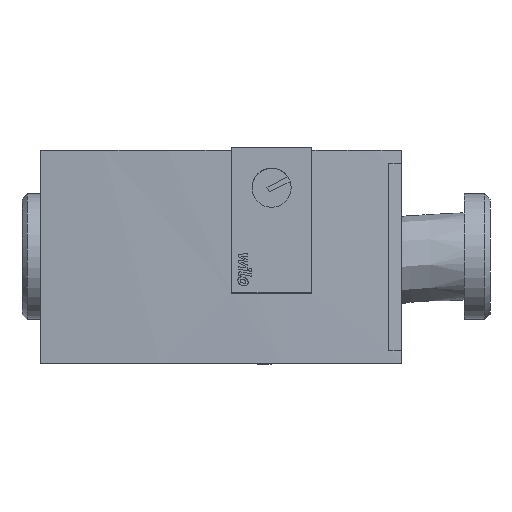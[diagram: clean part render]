
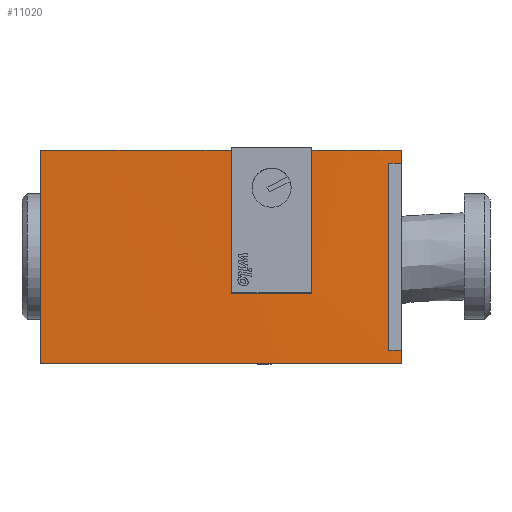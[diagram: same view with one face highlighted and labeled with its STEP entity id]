
A CAD part, front view. The second image highlights one B-rep face of the part: STEP entity #11020.
In plain terms, the highlighted cylindrical face has radius 967.3 mm (diameter 1934.6 mm), a partial arc.
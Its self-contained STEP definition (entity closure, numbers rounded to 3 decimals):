
#10758=CARTESIAN_POINT('',(7.0,-113.,-41.));
#10759=VERTEX_POINT('',#10758);
#10766=CARTESIAN_POINT('',(7.0,-113.,41.));
#10767=VERTEX_POINT('',#10766);
#10768=CARTESIAN_POINT('',(7.0,-113.,41.));
#10769=DIRECTION('',(0.0,0.0,-1.0));
#10770=VECTOR('',#10769,82.);
#10771=LINE('',#10768,#10770);
#10772=EDGE_CURVE('',#10767,#10759,#10771,.T.);
#10789=CARTESIAN_POINT('',(146.0,-113.0,-41.));
#10790=VERTEX_POINT('',#10789);
#10797=CARTESIAN_POINT('',(76.5,851.8,-41.));
#10798=DIRECTION('',(0.0,0.0,1.0));
#10799=DIRECTION('',(-0.072,-0.997,0.0));
#10800=AXIS2_PLACEMENT_3D('',#10797,#10798,#10799);
#10801=CIRCLE('',#10800,967.3);
#10802=EDGE_CURVE('',#10759,#10790,#10801,.T.);
#10814=CARTESIAN_POINT('',(146.0,-113.0,-36.));
#10815=VERTEX_POINT('',#10814);
#10822=CARTESIAN_POINT('',(146.0,-113.0,-36.));
#10823=DIRECTION('',(0.0,0.0,-1.0));
#10824=VECTOR('',#10823,5.0);
#10825=LINE('',#10822,#10824);
#10826=EDGE_CURVE('',#10815,#10790,#10825,.T.);
#10837=CARTESIAN_POINT('',(141.012,-113.346,36.));
#10838=VERTEX_POINT('',#10837);
#10839=CARTESIAN_POINT('',(146.0,-113.0,36.));
#10840=VERTEX_POINT('',#10839);
#10841=CARTESIAN_POINT('',(76.5,851.8,36.));
#10842=DIRECTION('',(0.0,0.0,1.0));
#10843=DIRECTION('',(-0.072,-0.997,0.0));
#10844=AXIS2_PLACEMENT_3D('',#10841,#10842,#10843);
#10845=CIRCLE('',#10844,967.3);
#10846=EDGE_CURVE('',#10838,#10840,#10845,.T.);
#10869=CARTESIAN_POINT('',(141.012,-113.346,-36.));
#10870=VERTEX_POINT('',#10869);
#10871=CARTESIAN_POINT('',(76.5,851.8,-36.));
#10872=DIRECTION('',(0.0,0.0,-1.0));
#10873=DIRECTION('',(-0.072,-0.997,0.0));
#10874=AXIS2_PLACEMENT_3D('',#10871,#10872,#10873);
#10875=CIRCLE('',#10874,967.3);
#10876=EDGE_CURVE('',#10815,#10870,#10875,.T.);
#10894=CARTESIAN_POINT('',(141.012,-113.346,-36.));
#10895=DIRECTION('',(0.0,0.0,1.0));
#10896=VECTOR('',#10895,72.);
#10897=LINE('',#10894,#10896);
#10898=EDGE_CURVE('',#10870,#10838,#10897,.T.);
#10912=CARTESIAN_POINT('',(146.0,-113.0,41.));
#10913=VERTEX_POINT('',#10912);
#10920=CARTESIAN_POINT('',(146.0,-113.0,41.));
#10921=DIRECTION('',(0.0,0.0,-1.0));
#10922=VECTOR('',#10921,5.0);
#10923=LINE('',#10920,#10922);
#10924=EDGE_CURVE('',#10913,#10840,#10923,.T.);
#10937=CARTESIAN_POINT('',(80.5,-115.492,41.));
#10938=VERTEX_POINT('',#10937);
#10939=CARTESIAN_POINT('',(76.5,851.8,41.));
#10940=DIRECTION('',(0.0,0.0,-1.0));
#10941=DIRECTION('',(-0.072,-0.997,0.0));
#10942=AXIS2_PLACEMENT_3D('',#10939,#10940,#10941);
#10943=CIRCLE('',#10942,967.3);
#10944=EDGE_CURVE('',#10938,#10767,#10943,.T.);
#10962=CARTESIAN_POINT('',(111.5,-114.867,41.));
#10963=VERTEX_POINT('',#10962);
#10970=CARTESIAN_POINT('',(76.5,851.8,41.));
#10971=DIRECTION('',(0.0,0.0,-1.0));
#10972=DIRECTION('',(-0.072,-0.997,0.0));
#10973=AXIS2_PLACEMENT_3D('',#10970,#10971,#10972);
#10974=CIRCLE('',#10973,967.3);
#10975=EDGE_CURVE('',#10913,#10963,#10974,.T.);
#10981=CARTESIAN_POINT('',(76.5,851.8,0.0));
#10982=DIRECTION('',(0.0,0.0,1.0));
#10983=DIRECTION('',(-0.072,-0.997,0.0));
#10984=AXIS2_PLACEMENT_3D('',#10981,#10982,#10983);
#10985=CYLINDRICAL_SURFACE('',#10984,967.3);
#10986=ORIENTED_EDGE('',*,*,#10846,.T.);
#10987=ORIENTED_EDGE('',*,*,#10924,.F.);
#10988=ORIENTED_EDGE('',*,*,#10975,.T.);
#10989=CARTESIAN_POINT('',(111.5,-114.867,-14.));
#10990=VERTEX_POINT('',#10989);
#10991=CARTESIAN_POINT('',(111.5,-114.867,41.));
#10992=DIRECTION('',(0.0,0.0,-1.0));
#10993=VECTOR('',#10992,55.);
#10994=LINE('',#10991,#10993);
#10995=EDGE_CURVE('',#10963,#10990,#10994,.T.);
#10996=ORIENTED_EDGE('',*,*,#10995,.T.);
#10997=CARTESIAN_POINT('',(80.5,-115.492,-14.));
#10998=VERTEX_POINT('',#10997);
#10999=CARTESIAN_POINT('',(76.5,851.8,-14.));
#11000=DIRECTION('',(0.0,0.0,-1.0));
#11001=DIRECTION('',(-0.072,-0.997,0.0));
#11002=AXIS2_PLACEMENT_3D('',#10999,#11000,#11001);
#11003=CIRCLE('',#11002,967.3);
#11004=EDGE_CURVE('',#10990,#10998,#11003,.T.);
#11005=ORIENTED_EDGE('',*,*,#11004,.T.);
#11006=CARTESIAN_POINT('',(80.5,-115.492,-14.));
#11007=DIRECTION('',(0.0,0.0,1.0));
#11008=VECTOR('',#11007,55.);
#11009=LINE('',#11006,#11008);
#11010=EDGE_CURVE('',#10998,#10938,#11009,.T.);
#11011=ORIENTED_EDGE('',*,*,#11010,.T.);
#11012=ORIENTED_EDGE('',*,*,#10944,.T.);
#11013=ORIENTED_EDGE('',*,*,#10772,.T.);
#11014=ORIENTED_EDGE('',*,*,#10802,.T.);
#11015=ORIENTED_EDGE('',*,*,#10826,.F.);
#11016=ORIENTED_EDGE('',*,*,#10876,.T.);
#11017=ORIENTED_EDGE('',*,*,#10898,.T.);
#11018=EDGE_LOOP('',(#10986,#10987,#10988,#10996,#11005,#11011,#11012,#11013,#11014,#11015,#11016,#11017));
#11019=FACE_OUTER_BOUND('',#11018,.T.);
#11020=ADVANCED_FACE('',(#11019),#10985,.T.);
